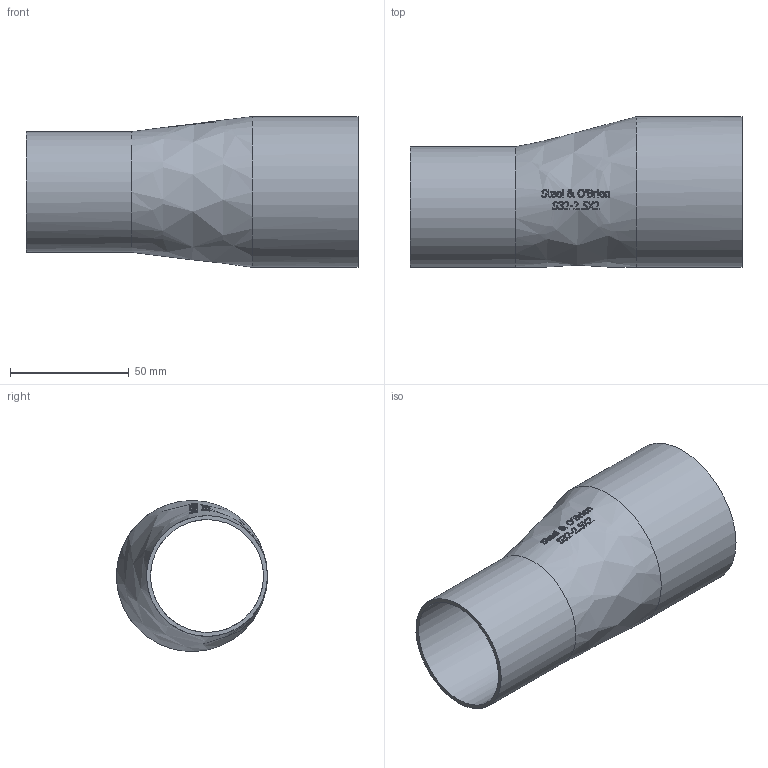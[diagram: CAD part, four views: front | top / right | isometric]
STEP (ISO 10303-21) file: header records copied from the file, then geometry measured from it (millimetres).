
FILE_DESCRIPTION(/* description */ (''),/* implementation_level */ '2;1');
FILE_NAME(/* name */ 'S32-25X2.stp',/* time_stamp */ '2018-11-28T11:54:28-05:00',/* author */ ('rick'),/* organization */ (''),/* preprocessor_version */ 'ST-DEVELOPER v15.2',/* originating_system */ 'Autodesk Inventor 2014',/* authorisation */ '');
FILE_SCHEMA (('AUTOMOTIVE_DESIGN { 1 0 10303 214 3 1 1 }'));
Length unit declared in the file: inch
Products named in the file (1): S32-25X2
Bounding box: 139.7 x 63.5 x 63.5 mm (x, y, z)
Volume: 40208.3 mm3; surface area: 49531.3 mm2
Topology: 1 solids, 1 shells, 384 faces, 1069 edges, 714 vertices
Faces by surface type: bspline 241, plane 139, cylinder 4
Full cylindrical faces by diameter (mm): 47.498 x1, 50.8 x1, 60.198 x1, 63.5 x1
Entity records: 16496 total; most frequent: CARTESIAN_POINT 8509, ORIENTED_EDGE 2122, EDGE_CURVE 1061, DIRECTION 822, VERTEX_POINT 710, B_SPLINE_CURVE_WITH_KNOTS 569, EDGE_LOOP 417, ADVANCED_FACE 384
